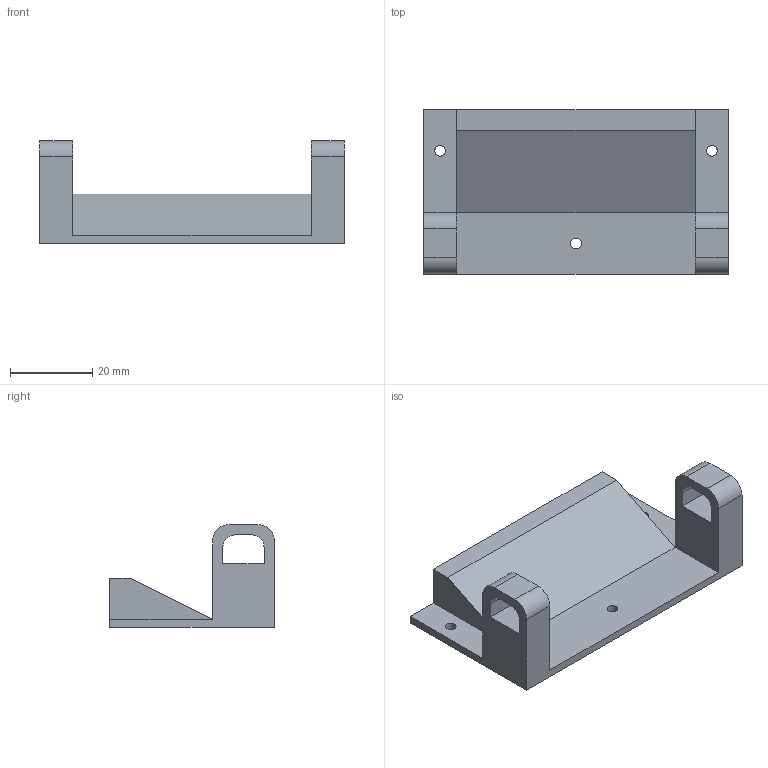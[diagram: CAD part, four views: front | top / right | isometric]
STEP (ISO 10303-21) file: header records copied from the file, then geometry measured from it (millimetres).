
FILE_DESCRIPTION(/* description */ (''),/* implementation_level */ '2;1');
FILE_NAME(/* name */ 'Cam Halter v5.stp',/* time_stamp */ '2022-09-22T11:46:51+02:00',/* author */ (''),/* organization */ (''),/* preprocessor_version */ 'ST-DEVELOPER v19',/* originating_system */ 'Autodesk Translation Framework v11.7.0.108',/* authorisation */ '');
FILE_SCHEMA (('AUTOMOTIVE_DESIGN { 1 0 10303 214 3 1 1 }'));
Length unit declared in the file: millimetre
Products named in the file (1): Cam Halter
Bounding box: 74 x 40 x 25 mm (x, y, z)
Volume: 18940.1 mm3; surface area: 9681.9 mm2
Topology: 1 solids, 1 shells, 38 faces, 100 edges, 64 vertices
Faces by surface type: plane 27, cylinder 11
Full cylindrical faces by diameter (mm): 2.6 x3
Entity records: 1215 total; most frequent: CARTESIAN_POINT 203, ORIENTED_EDGE 200, DIRECTION 200, EDGE_CURVE 100, LINE 78, VECTOR 78, VERTEX_POINT 64, AXIS2_PLACEMENT_3D 61
